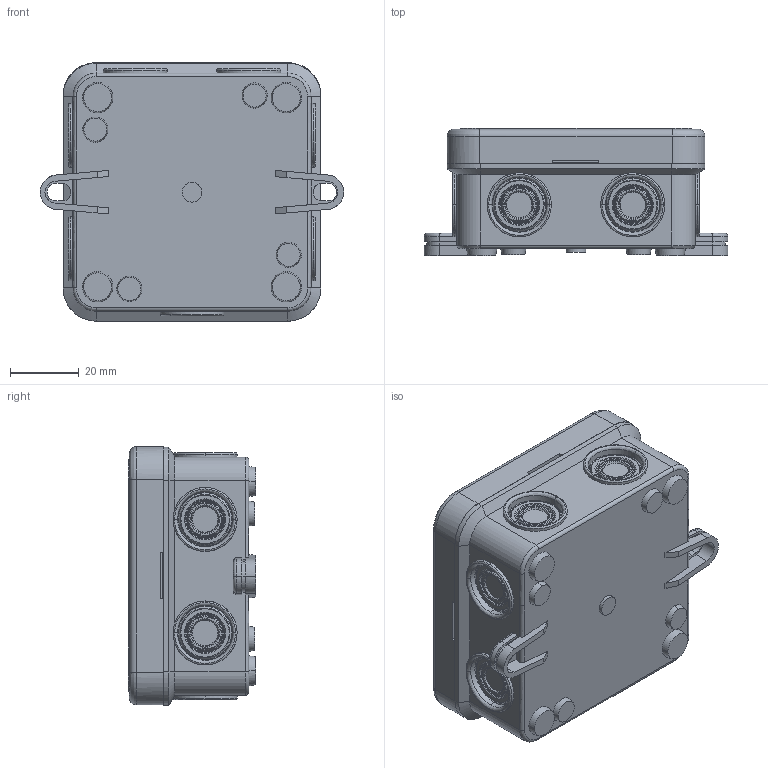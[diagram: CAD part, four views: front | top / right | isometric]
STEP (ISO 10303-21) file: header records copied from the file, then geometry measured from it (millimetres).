
FILE_DESCRIPTION(/* description */ (''),/* implementation_level */ '2;1');
FILE_NAME(/* name */ '2000024',/* time_stamp */ '2015-12-07T14:11:42+01:00',/* author */ (''),/* organization */ (''),/* preprocessor_version */ 'ST-DEVELOPER v15',/* originating_system */ '',/* authorisation */ '');
FILE_SCHEMA (('CONFIG_CONTROL_DESIGN'));
Length unit declared in the file: millimetre
Products named in the file (2): Document; Block 01
Assembly tree (1 placements, depth 2):
  Document
    Block 01
Bounding box: 88.3 x 37 x 75.11 mm (x, y, z)
Volume: 46371.4 mm3; surface area: 54774.3 mm2
Topology: 3 solids, 3 shells, 1620 faces, 4220 edges, 2649 vertices
Faces by surface type: plane 949, bspline 671
Entity records: 65686 total; most frequent: CARTESIAN_POINT 39391, ORIENTED_EDGE 8328, EDGE_CURVE 4164, B_SPLINE_CURVE_WITH_KNOTS 3042, VERTEX_POINT 2649, EDGE_LOOP 1723, ADVANCED_FACE 1620, FACE_OUTER_BOUND 1620
